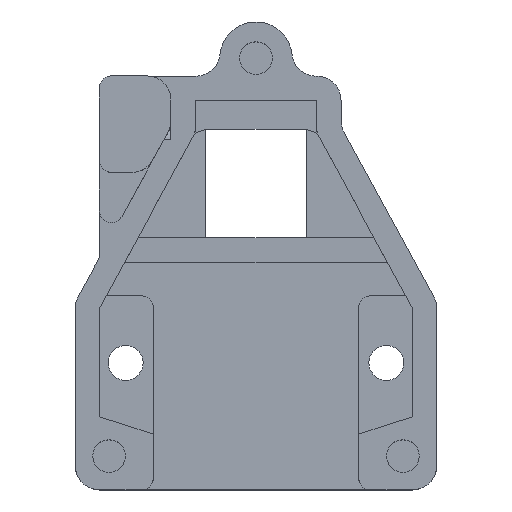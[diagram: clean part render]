
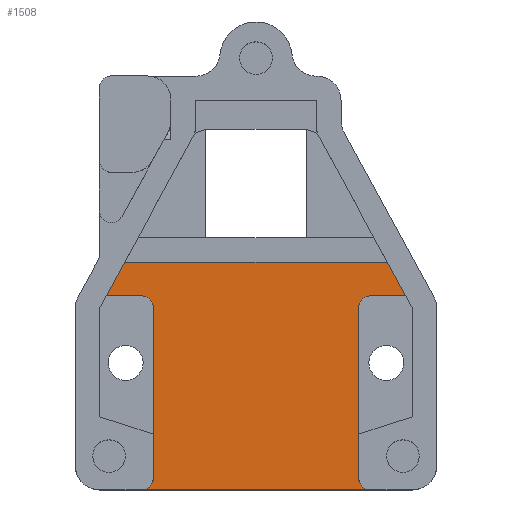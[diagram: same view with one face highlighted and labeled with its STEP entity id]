
A CAD part, top view. The second image highlights one B-rep face of the part: STEP entity #1508.
In plain terms, the highlighted planar face has unit normal (0, 0, 1).
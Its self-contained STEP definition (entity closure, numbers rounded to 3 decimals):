
#71=PLANE('',#1648);
#147=FACE_OUTER_BOUND('',#240,.T.);
#240=EDGE_LOOP('',(#1328,#1329,#1330,#1331,#1332,#1333,#1334,#1335,#1336,
#1337,#1338,#1339));
#301=LINE('',#2254,#454);
#338=LINE('',#2368,#491);
#346=LINE('',#2386,#499);
#352=LINE('',#2402,#505);
#382=LINE('',#2496,#535);
#384=LINE('',#2500,#537);
#391=LINE('',#2515,#544);
#393=LINE('',#2518,#546);
#454=VECTOR('',#1791,3.191);
#491=VECTOR('',#1880,14.079);
#499=VECTOR('',#1896,14.079);
#505=VECTOR('',#1912,19.);
#535=VECTOR('',#2024,2.916);
#537=VECTOR('',#2028,2.916);
#544=VECTOR('',#2041,21.771);
#546=VECTOR('',#2045,3.191);
#602=CIRCLE('',#1590,1.);
#605=CIRCLE('',#1596,1.);
#607=CIRCLE('',#1601,1.);
#608=CIRCLE('',#1604,1.);
#671=VERTEX_POINT('',#2251);
#672=VERTEX_POINT('',#2253);
#715=VERTEX_POINT('',#2347);
#716=VERTEX_POINT('',#2349);
#723=VERTEX_POINT('',#2367);
#726=VERTEX_POINT('',#2375);
#727=VERTEX_POINT('',#2377);
#729=VERTEX_POINT('',#2384);
#733=VERTEX_POINT('',#2397);
#734=VERTEX_POINT('',#2401);
#758=VERTEX_POINT('',#2498);
#763=VERTEX_POINT('',#2514);
#836=EDGE_CURVE('',#672,#671,#301,.T.);
#884=EDGE_CURVE('',#715,#716,#602,.F.);
#893=EDGE_CURVE('',#716,#723,#338,.T.);
#898=EDGE_CURVE('',#726,#727,#605,.F.);
#903=EDGE_CURVE('',#729,#726,#346,.T.);
#910=EDGE_CURVE('',#733,#729,#607,.F.);
#911=EDGE_CURVE('',#733,#734,#352,.T.);
#916=EDGE_CURVE('',#723,#734,#608,.F.);
#956=EDGE_CURVE('',#671,#727,#382,.T.);
#958=EDGE_CURVE('',#715,#758,#384,.T.);
#965=EDGE_CURVE('',#763,#672,#391,.T.);
#967=EDGE_CURVE('',#758,#763,#393,.T.);
#1328=ORIENTED_EDGE('',*,*,#958,.T.);
#1329=ORIENTED_EDGE('',*,*,#967,.T.);
#1330=ORIENTED_EDGE('',*,*,#965,.T.);
#1331=ORIENTED_EDGE('',*,*,#836,.T.);
#1332=ORIENTED_EDGE('',*,*,#956,.T.);
#1333=ORIENTED_EDGE('',*,*,#898,.F.);
#1334=ORIENTED_EDGE('',*,*,#903,.F.);
#1335=ORIENTED_EDGE('',*,*,#910,.F.);
#1336=ORIENTED_EDGE('',*,*,#911,.T.);
#1337=ORIENTED_EDGE('',*,*,#916,.F.);
#1338=ORIENTED_EDGE('',*,*,#893,.F.);
#1339=ORIENTED_EDGE('',*,*,#884,.F.);
#1508=ADVANCED_FACE('',(#147),#71,.F.);
#1590=AXIS2_PLACEMENT_3D('',#2350,#1865,#1866);
#1596=AXIS2_PLACEMENT_3D('',#2378,#1888,#1889);
#1601=AXIS2_PLACEMENT_3D('',#2399,#1908,#1909);
#1604=AXIS2_PLACEMENT_3D('',#2410,#1919,#1920);
#1648=AXIS2_PLACEMENT_3D('',#2517,#2043,#2044);
#1791=DIRECTION('',(-0.48,-0.877,0.));
#1865=DIRECTION('center_axis',(0.,0.,-1.));
#1866=DIRECTION('ref_axis',(-0.707,0.707,0.));
#1880=DIRECTION('',(0.,-1.,0.));
#1888=DIRECTION('center_axis',(0.,0.,-1.));
#1889=DIRECTION('ref_axis',(0.707,0.707,0.));
#1896=DIRECTION('',(0.,1.,0.));
#1908=DIRECTION('center_axis',(0.,0.,-1.));
#1909=DIRECTION('ref_axis',(0.707,-0.707,0.));
#1912=DIRECTION('',(1.,0.,0.));
#1919=DIRECTION('center_axis',(0.,0.,-1.));
#1920=DIRECTION('ref_axis',(-0.707,-0.707,0.));
#2024=DIRECTION('',(1.,0.,0.));
#2028=DIRECTION('',(1.,0.,0.));
#2041=DIRECTION('',(-1.,0.,0.));
#2043=DIRECTION('center_axis',(0.,0.,-1.));
#2044=DIRECTION('ref_axis',(-1.,0.,0.));
#2045=DIRECTION('',(-0.48,0.877,0.));
#2251=CARTESIAN_POINT('',(-12.416,9.8,-6.));
#2253=CARTESIAN_POINT('',(-10.885,12.6,-6.));
#2254=CARTESIAN_POINT('',(-10.693,12.951,-6.));
#2347=CARTESIAN_POINT('',(9.5,9.8,-6.));
#2349=CARTESIAN_POINT('',(8.5,8.8,-6.));
#2350=CARTESIAN_POINT('Origin',(9.5,8.8,-6.));
#2367=CARTESIAN_POINT('',(8.5,-5.279,-6.));
#2368=CARTESIAN_POINT('',(8.5,-3.779,-6.));
#2375=CARTESIAN_POINT('',(-8.5,8.8,-6.));
#2377=CARTESIAN_POINT('',(-9.5,9.8,-6.));
#2378=CARTESIAN_POINT('Origin',(-9.5,8.8,-6.));
#2384=CARTESIAN_POINT('',(-8.5,-5.279,-6.));
#2386=CARTESIAN_POINT('',(-8.5,-7.4,-6.));
#2397=CARTESIAN_POINT('',(-9.5,-6.279,-6.));
#2399=CARTESIAN_POINT('Origin',(-9.5,-5.279,-6.));
#2401=CARTESIAN_POINT('',(9.5,-6.279,-6.));
#2402=CARTESIAN_POINT('',(0.,-6.279,-6.));
#2410=CARTESIAN_POINT('Origin',(9.5,-5.279,-6.));
#2496=CARTESIAN_POINT('',(-4.25,9.8,-6.));
#2498=CARTESIAN_POINT('',(12.416,9.8,-6.));
#2500=CARTESIAN_POINT('',(6.208,9.8,-6.));
#2514=CARTESIAN_POINT('',(10.885,12.6,-6.));
#2515=CARTESIAN_POINT('',(4.25,12.6,-6.));
#2517=CARTESIAN_POINT('Origin',(0.,2.6,-6.));
#2518=CARTESIAN_POINT('',(9.928,14.351,-6.));
